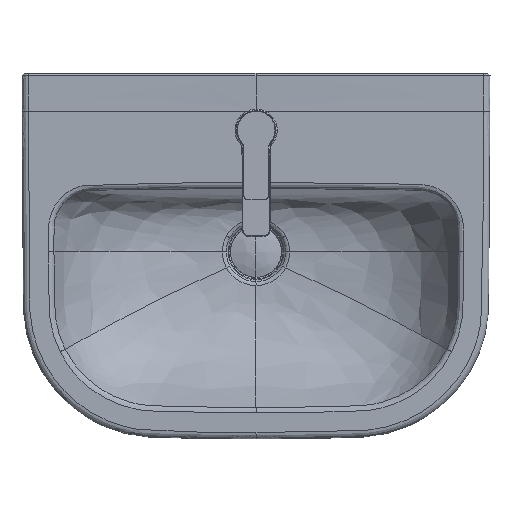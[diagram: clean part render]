
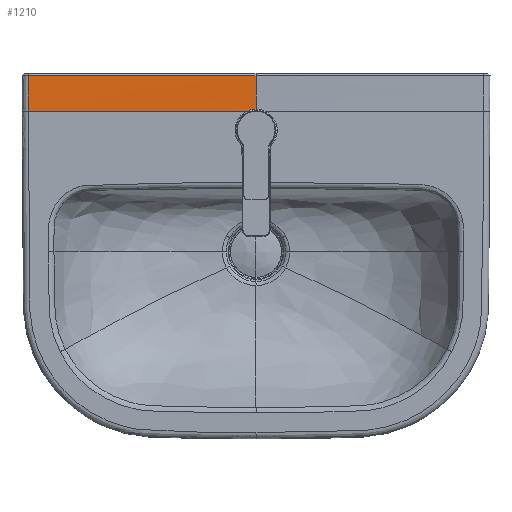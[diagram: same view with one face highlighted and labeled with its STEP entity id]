
A CAD part, top view. The second image highlights one B-rep face of the part: STEP entity #1210.
In plain terms, the highlighted free-form (B-spline) face has degree [3, 5] with [4, 6] control points.
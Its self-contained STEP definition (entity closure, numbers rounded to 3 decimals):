
#149=B_SPLINE_SURFACE_WITH_KNOTS('',3,5,((#95254,#95255,#95256,#95257,#95258,
#95259),(#95260,#95261,#95262,#95263,#95264,#95265),(#95266,#95267,#95268,
#95269,#95270,#95271),(#95272,#95273,#95274,#95275,#95276,#95277)),
 .UNSPECIFIED.,.F.,.F.,.F.,(4,4),(6,6),(-94218.343,-94173.343),
(0.,550.033),.UNSPECIFIED.);
#354=B_SPLINE_CURVE_WITH_KNOTS('',1,(#111480,#111481),.UNSPECIFIED.,.F.,
 .F.,(2,2),(-267.432,0.),.UNSPECIFIED.);
#689=B_SPLINE_CURVE_WITH_KNOTS('',5,(#117629,#117630,#117631,#117632,#117633,
#117634,#117635,#117636,#117637,#117638,#117639,#117640),.UNSPECIFIED.,
 .F.,.F.,(6,3,3,6),(166.092,245.716,407.592,543.8),
 .UNSPECIFIED.);
#701=B_SPLINE_CURVE_WITH_KNOTS('',5,(#117769,#117770,#117771,#117772,#117773,
#117774),.UNSPECIFIED.,.F.,.F.,(6,6),(1004.622,1063.881),
 .UNSPECIFIED.);
#708=B_SPLINE_CURVE_WITH_KNOTS('',3,(#117861,#117862,#117863,#117864),
 .UNSPECIFIED.,.F.,.F.,(4,4),(4.242,63.648),
 .UNSPECIFIED.);
#1210=ADVANCED_FACE('',(#1645),#149,.T.);
#1645=FACE_OUTER_BOUND('',#2080,.T.);
#2080=EDGE_LOOP('',(#3762,#3763,#3764,#3765));
#3762=ORIENTED_EDGE('',*,*,#4880,.F.);
#3763=ORIENTED_EDGE('',*,*,#4450,.F.);
#3764=ORIENTED_EDGE('',*,*,#4887,.F.);
#3765=ORIENTED_EDGE('',*,*,#4868,.F.);
#4450=EDGE_CURVE('',#5620,#5617,#354,.T.);
#4868=EDGE_CURVE('',#5891,#5893,#689,.T.);
#4880=EDGE_CURVE('',#5617,#5891,#701,.T.);
#4887=EDGE_CURVE('',#5893,#5620,#708,.T.);
#5617=VERTEX_POINT('',#110951);
#5620=VERTEX_POINT('',#110954);
#5891=VERTEX_POINT('',#111225);
#5893=VERTEX_POINT('',#111227);
#95254=CARTESIAN_POINT('',(-275.666,215.016,83.74));
#95255=CARTESIAN_POINT('',(-165.648,215.016,84.54));
#95256=CARTESIAN_POINT('',(-55.628,215.016,84.94));
#95257=CARTESIAN_POINT('',(54.397,215.016,84.94));
#95258=CARTESIAN_POINT('',(164.417,215.016,84.54));
#95259=CARTESIAN_POINT('',(274.434,215.016,83.74));
#95260=CARTESIAN_POINT('',(-275.651,200.016,83.74));
#95261=CARTESIAN_POINT('',(-165.638,200.016,84.273));
#95262=CARTESIAN_POINT('',(-55.625,200.016,84.54));
#95263=CARTESIAN_POINT('',(54.393,200.016,84.54));
#95264=CARTESIAN_POINT('',(164.407,200.016,84.273));
#95265=CARTESIAN_POINT('',(274.42,200.016,83.74));
#95266=CARTESIAN_POINT('',(-275.625,185.016,83.74));
#95267=CARTESIAN_POINT('',(-165.622,185.016,83.74));
#95268=CARTESIAN_POINT('',(-55.619,185.022,83.74));
#95269=CARTESIAN_POINT('',(54.387,185.022,83.74));
#95270=CARTESIAN_POINT('',(164.391,185.016,83.74));
#95271=CARTESIAN_POINT('',(274.394,185.016,83.74));
#95272=CARTESIAN_POINT('',(-275.588,170.016,83.74));
#95273=CARTESIAN_POINT('',(-165.598,170.016,83.74));
#95274=CARTESIAN_POINT('',(-55.611,170.016,83.74));
#95275=CARTESIAN_POINT('',(54.379,170.016,83.74));
#95276=CARTESIAN_POINT('',(164.367,170.016,83.74));
#95277=CARTESIAN_POINT('',(274.356,170.016,83.74));
#110951=CARTESIAN_POINT('',(-268.047,170.016,83.74));
#110954=CARTESIAN_POINT('',(-0.616,170.016,83.74));
#111225=CARTESIAN_POINT('',(-268.172,212.016,83.79));
#111227=CARTESIAN_POINT('',(-0.616,212.017,84.669));
#111480=CARTESIAN_POINT('',(-0.616,170.016,83.74));
#111481=CARTESIAN_POINT('',(-268.047,170.016,83.74));
#117629=CARTESIAN_POINT('',(-268.172,212.016,83.79));
#117630=CARTESIAN_POINT('',(-256.825,212.016,83.864));
#117631=CARTESIAN_POINT('',(-245.401,212.016,83.935));
#117632=CARTESIAN_POINT('',(-233.934,212.017,84.002));
#117633=CARTESIAN_POINT('',(-199.779,212.017,84.191));
#117634=CARTESIAN_POINT('',(-165.622,212.017,84.344));
#117635=CARTESIAN_POINT('',(-142.728,212.017,84.43));
#117636=CARTESIAN_POINT('',(-100.569,212.017,84.56));
#117637=CARTESIAN_POINT('',(-58.409,212.017,84.635));
#117638=CARTESIAN_POINT('',(-39.145,212.017,84.657));
#117639=CARTESIAN_POINT('',(-19.88,212.017,84.669));
#117640=CARTESIAN_POINT('',(-0.616,212.017,84.669));
#117769=CARTESIAN_POINT('',(-268.047,170.016,83.74));
#117770=CARTESIAN_POINT('',(-268.068,178.414,83.74));
#117771=CARTESIAN_POINT('',(-268.095,186.811,83.748));
#117772=CARTESIAN_POINT('',(-268.125,195.213,83.763));
#117773=CARTESIAN_POINT('',(-268.152,203.614,83.778));
#117774=CARTESIAN_POINT('',(-268.172,212.016,83.79));
#117861=CARTESIAN_POINT('',(-0.616,212.017,84.669));
#117862=CARTESIAN_POINT('',(-0.616,198.018,84.32));
#117863=CARTESIAN_POINT('',(-0.616,184.02,83.74));
#117864=CARTESIAN_POINT('',(-0.616,170.016,83.74));
